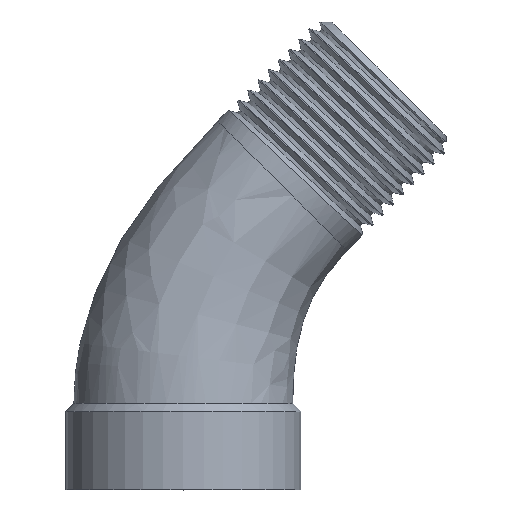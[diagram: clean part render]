
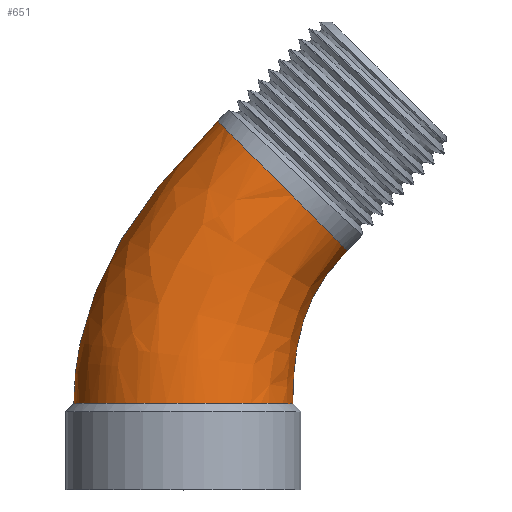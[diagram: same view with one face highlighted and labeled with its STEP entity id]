
A CAD part, top view. The second image highlights one B-rep face of the part: STEP entity #651.
In plain terms, the highlighted free-form (B-spline) face has degree [3, 3] with [11, 4] control points.
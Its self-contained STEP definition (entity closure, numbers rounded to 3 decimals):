
#102=B_SPLINE_SURFACE_WITH_KNOTS('',3,3,((#6099,#6100,#6101,#6102),(#6103,
#6104,#6105,#6106),(#6107,#6108,#6109,#6110),(#6111,#6112,#6113,#6114),
(#6115,#6116,#6117,#6118),(#6119,#6120,#6121,#6122),(#6123,#6124,#6125,
#6126),(#6127,#6128,#6129,#6130),(#6131,#6132,#6133,#6134),(#6135,#6136,
#6137,#6138),(#6139,#6140,#6141,#6142)),.UNSPECIFIED.,.F.,.F.,.F.,(4,1,
1,1,1,1,1,1,4),(4,4),(0.5,0.563,0.625,0.688,0.75,0.813,0.875,0.938,
1.),(0.,1.),.UNSPECIFIED.);
#128=B_SPLINE_CURVE_WITH_KNOTS('',3,(#6143,#6144,#6145,#6146),
 .UNSPECIFIED.,.F.,.F.,(4,4),(0.,1.),.UNSPECIFIED.);
#129=B_SPLINE_CURVE_WITH_KNOTS('',3,(#6149,#6150,#6151,#6152,#6153,#6154,
#6155,#6156,#6157,#6158,#6159),.UNSPECIFIED.,.F.,.F.,(4,1,1,1,1,1,1,1,4),
(0.,0.125,0.25,0.375,0.5,0.625,0.75,0.875,1.),.UNSPECIFIED.);
#130=B_SPLINE_CURVE_WITH_KNOTS('',3,(#6161,#6162,#6163,#6164),
 .UNSPECIFIED.,.F.,.F.,(4,4),(0.,1.),.UNSPECIFIED.);
#131=B_SPLINE_CURVE_WITH_KNOTS('',3,(#6166,#6167,#6168,#6169,#6170,#6171,
#6172),.UNSPECIFIED.,.F.,.F.,(4,1,1,1,4),(0.,0.25,0.5,0.75,1.),
 .UNSPECIFIED.);
#132=B_SPLINE_CURVE_WITH_KNOTS('',3,(#6174,#6175,#6176,#6177,#6178,#6179,
#6180),.UNSPECIFIED.,.F.,.F.,(4,1,1,1,4),(0.,0.25,0.5,0.75,1.),
 .UNSPECIFIED.);
#242=ORIENTED_EDGE('',*,*,#450,.F.);
#243=ORIENTED_EDGE('',*,*,#451,.T.);
#244=ORIENTED_EDGE('',*,*,#452,.T.);
#245=ORIENTED_EDGE('',*,*,#453,.F.);
#246=ORIENTED_EDGE('',*,*,#454,.F.);
#450=EDGE_CURVE('',#553,#554,#128,.T.);
#451=EDGE_CURVE('',#553,#555,#129,.F.);
#452=EDGE_CURVE('',#555,#556,#130,.T.);
#453=EDGE_CURVE('',#557,#556,#131,.T.);
#454=EDGE_CURVE('',#554,#557,#132,.T.);
#553=VERTEX_POINT('',#6147);
#554=VERTEX_POINT('',#6148);
#555=VERTEX_POINT('',#6160);
#556=VERTEX_POINT('',#6165);
#557=VERTEX_POINT('',#6173);
#588=EDGE_LOOP('',(#242,#243,#244,#245,#246));
#618=FACE_BOUND('',#588,.T.);
#651=ADVANCED_FACE('',(#618),#102,.T.);
#6099=CARTESIAN_POINT('',(15.203,22.182,0.));
#6100=CARTESIAN_POINT('',(11.667,18.646,0.));
#6101=CARTESIAN_POINT('',(10.15,14.667,0.));
#6102=CARTESIAN_POINT('',(10.15,8.,0.));
#6103=CARTESIAN_POINT('',(15.203,22.182,1.113));
#6104=CARTESIAN_POINT('',(11.667,18.646,1.185));
#6105=CARTESIAN_POINT('',(10.15,14.667,1.257));
#6106=CARTESIAN_POINT('',(10.15,8.,1.329));
#6107=CARTESIAN_POINT('',(14.89,22.495,3.337));
#6108=CARTESIAN_POINT('',(11.296,18.906,3.553));
#6109=CARTESIAN_POINT('',(9.608,14.802,3.769));
#6110=CARTESIAN_POINT('',(9.622,8.,3.985));
#6111=CARTESIAN_POINT('',(13.553,23.832,6.167));
#6112=CARTESIAN_POINT('',(9.699,19.991,6.566));
#6113=CARTESIAN_POINT('',(7.333,15.364,6.965));
#6114=CARTESIAN_POINT('',(7.364,8.,7.364));
#6115=CARTESIAN_POINT('',(11.552,25.832,8.058));
#6116=CARTESIAN_POINT('',(7.305,21.596,8.579));
#6117=CARTESIAN_POINT('',(3.961,16.194,9.1));
#6118=CARTESIAN_POINT('',(3.986,8.,9.622));
#6119=CARTESIAN_POINT('',(9.192,28.192,8.722));
#6120=CARTESIAN_POINT('',(4.478,23.478,9.286));
#6121=CARTESIAN_POINT('',(0.,17.167,9.85));
#6122=CARTESIAN_POINT('',(0.,8.,10.415));
#6123=CARTESIAN_POINT('',(6.832,30.552,8.058));
#6124=CARTESIAN_POINT('',(1.652,25.361,8.579));
#6125=CARTESIAN_POINT('',(-3.961,18.14,9.1));
#6126=CARTESIAN_POINT('',(-3.986,8.,9.622));
#6127=CARTESIAN_POINT('',(4.832,32.553,6.167));
#6128=CARTESIAN_POINT('',(-0.742,26.966,6.566));
#6129=CARTESIAN_POINT('',(-7.333,18.969,6.965));
#6130=CARTESIAN_POINT('',(-7.364,8.,7.364));
#6131=CARTESIAN_POINT('',(3.495,33.89,3.337));
#6132=CARTESIAN_POINT('',(-2.339,28.05,3.553));
#6133=CARTESIAN_POINT('',(-9.608,19.531,3.769));
#6134=CARTESIAN_POINT('',(-9.622,8.,3.985));
#6135=CARTESIAN_POINT('',(3.182,34.203,1.113));
#6136=CARTESIAN_POINT('',(-2.711,28.31,1.185));
#6137=CARTESIAN_POINT('',(-10.15,19.667,1.257));
#6138=CARTESIAN_POINT('',(-10.15,8.,1.329));
#6139=CARTESIAN_POINT('',(3.182,34.203,0.));
#6140=CARTESIAN_POINT('',(-2.711,28.31,0.));
#6141=CARTESIAN_POINT('',(-10.15,19.667,0.));
#6142=CARTESIAN_POINT('',(-10.15,8.,0.));
#6143=CARTESIAN_POINT('',(15.203,22.182,0.));
#6144=CARTESIAN_POINT('',(11.667,18.646,0.));
#6145=CARTESIAN_POINT('',(10.15,14.667,0.));
#6146=CARTESIAN_POINT('',(10.15,8.,0.));
#6147=CARTESIAN_POINT('',(15.203,22.182,0.));
#6148=CARTESIAN_POINT('',(10.15,8.,0.));
#6149=CARTESIAN_POINT('',(3.182,34.203,0.));
#6150=CARTESIAN_POINT('',(3.182,34.203,1.113));
#6151=CARTESIAN_POINT('',(3.495,33.89,3.337));
#6152=CARTESIAN_POINT('',(4.832,32.553,6.167));
#6153=CARTESIAN_POINT('',(6.832,30.552,8.057));
#6154=CARTESIAN_POINT('',(9.192,28.192,8.721));
#6155=CARTESIAN_POINT('',(11.552,25.832,8.057));
#6156=CARTESIAN_POINT('',(13.553,23.832,6.167));
#6157=CARTESIAN_POINT('',(14.89,22.495,3.337));
#6158=CARTESIAN_POINT('',(15.203,22.182,1.113));
#6159=CARTESIAN_POINT('',(15.203,22.182,0.));
#6160=CARTESIAN_POINT('',(3.182,34.203,0.));
#6161=CARTESIAN_POINT('',(3.182,34.203,0.));
#6162=CARTESIAN_POINT('',(-2.711,28.31,0.));
#6163=CARTESIAN_POINT('',(-10.15,19.667,0.));
#6164=CARTESIAN_POINT('',(-10.15,8.,0.));
#6165=CARTESIAN_POINT('',(-10.15,8.,0.));
#6166=CARTESIAN_POINT('',(0.,8.,10.15));
#6167=CARTESIAN_POINT('',(-1.329,8.,10.15));
#6168=CARTESIAN_POINT('',(-3.985,8.,9.622));
#6169=CARTESIAN_POINT('',(-7.364,8.,7.364));
#6170=CARTESIAN_POINT('',(-9.622,8.,3.985));
#6171=CARTESIAN_POINT('',(-10.15,8.,1.329));
#6172=CARTESIAN_POINT('',(-10.15,8.,0.));
#6173=CARTESIAN_POINT('',(0.,8.,10.15));
#6174=CARTESIAN_POINT('',(10.15,8.,0.));
#6175=CARTESIAN_POINT('',(10.15,8.,1.329));
#6176=CARTESIAN_POINT('',(9.622,8.,3.985));
#6177=CARTESIAN_POINT('',(7.364,8.,7.364));
#6178=CARTESIAN_POINT('',(3.985,8.,9.622));
#6179=CARTESIAN_POINT('',(1.329,8.,10.15));
#6180=CARTESIAN_POINT('',(0.,8.,10.15));
